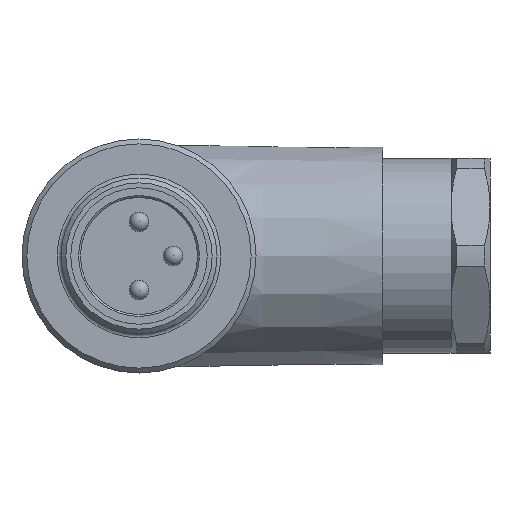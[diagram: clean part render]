
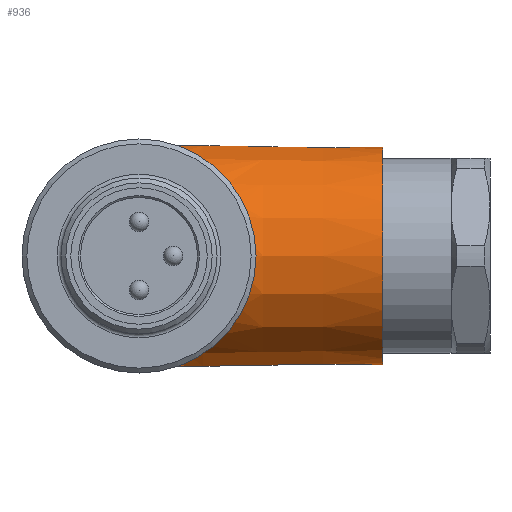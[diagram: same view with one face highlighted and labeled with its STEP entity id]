
A CAD part, front view. The second image highlights one B-rep face of the part: STEP entity #936.
In plain terms, the highlighted conical face has half-angle 1 degrees and reference radius 5.691 mm.
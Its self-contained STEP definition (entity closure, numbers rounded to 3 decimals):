
#78=B_SPLINE_CURVE_WITH_KNOTS($,3,(#1539,#1540,#1541,#1542,#1543,#1544,
#1545,#1546,#1547,#1548,#1549,#1550,#1551,#1552,#1553,#1554,#1555,#1556,
#1557,#1558,#1559,#1560,#1561,#1562,#1563,#1564,#1565,#1566,#1567,#1568,
#1569,#1570,#1571,#1572,#1573,#1574,#1575,#1576,#1577,#1578,#1579,#1580,
#1581,#1582,#1583,#1584),.UNSPECIFIED.,.F.,.F.,(4,2,2,2,2,2,2,2,2,2,2,2,
2,2,2,2,2,2,2,2,2,2,4),(-3.456,-3.338,-3.219,
-2.983,-2.644,-2.474,-2.389,
-2.347,-2.325,-2.315,-2.309,
-2.304,-2.299,-2.293,-2.283,
-2.262,-2.219,-2.134,-1.965,
-1.625,-1.389,-1.27,-1.152),
 .UNSPECIFIED.);
#79=B_SPLINE_CURVE_WITH_KNOTS($,3,(#1585,#1586,#1587,#1588,#1589,#1590,
#1591,#1592,#1593,#1594,#1595,#1596,#1597,#1598,#1599,#1600,#1601,#1602,
#1603,#1604,#1605,#1606,#1607,#1608,#1609,#1610,#1611,#1612,#1613,#1614,
#1615,#1616,#1617,#1618,#1619,#1620,#1621,#1622,#1623,#1624,#1625,#1626,
#1627,#1628,#1629,#1630,#1631),.UNSPECIFIED.,.F.,.F.,(4,2,2,2,2,2,2,2,2,
2,2,3,2,2,2,2,2,2,2,2,2,2,4),(-1.152,-1.034,-0.917,
-0.681,-0.341,-0.17,-0.085,
-0.043,-0.021,-0.011,-0.005,
0.,0.005,0.011,0.021,
0.042,0.085,0.17,0.339,
0.679,0.915,1.034,1.152),
 .UNSPECIFIED.);
#90=CONICAL_SURFACE($,#1067,5.691,1.);
#165=FACE_BOUND($,#311,.T.);
#210=FACE_OUTER_BOUND($,#310,.T.);
#310=EDGE_LOOP($,(#713));
#311=EDGE_LOOP($,(#714,#715));
#415=CIRCLE($,#1068,5.582);
#470=VERTEX_POINT($,#1537);
#471=VERTEX_POINT($,#1538);
#488=VERTEX_POINT($,#1677);
#559=EDGE_CURVE($,#470,#471,#78,.T.);
#560=EDGE_CURVE($,#471,#470,#79,.T.);
#579=EDGE_CURVE($,#488,#488,#415,.T.);
#713=ORIENTED_EDGE($,*,*,#579,.F.);
#714=ORIENTED_EDGE($,*,*,#559,.F.);
#715=ORIENTED_EDGE($,*,*,#560,.F.);
#936=ADVANCED_FACE($,(#210,#165),#90,.T.);
#1067=AXIS2_PLACEMENT_3D($,#1676,#1293,#1294);
#1068=AXIS2_PLACEMENT_3D($,#1678,#1295,#1296);
#1293=DIRECTION('center_axis',(-1.,0.,0.));
#1294=DIRECTION('ref_axis',(0.,1.,0.));
#1295=DIRECTION('center_axis',(1.,0.,0.));
#1296=DIRECTION('ref_axis',(0.,1.,0.));
#1537=CARTESIAN_POINT('',(5.8,19.699,0.));
#1538=CARTESIAN_POINT('',(5.8,8.301,0.));
#1539=CARTESIAN_POINT('Ctrl Pts',(5.8,19.699,0.));
#1540=CARTESIAN_POINT('Ctrl Pts',(5.8,19.699,-0.394));
#1541=CARTESIAN_POINT('Ctrl Pts',(5.759,19.658,-0.792));
#1542=CARTESIAN_POINT('Ctrl Pts',(5.599,19.497,-1.565));
#1543=CARTESIAN_POINT('Ctrl Pts',(5.479,19.378,-1.941));
#1544=CARTESIAN_POINT('Ctrl Pts',(5.026,18.924,-2.994));
#1545=CARTESIAN_POINT('Ctrl Pts',(4.593,18.491,-3.6));
#1546=CARTESIAN_POINT('Ctrl Pts',(3.492,17.39,-4.723));
#1547=CARTESIAN_POINT('Ctrl Pts',(2.716,16.614,-5.18));
#1548=CARTESIAN_POINT('Ctrl Pts',(1.657,15.553,-5.571));
#1549=CARTESIAN_POINT('Ctrl Pts',(1.303,15.198,-5.66));
#1550=CARTESIAN_POINT('Ctrl Pts',(0.838,14.731,-5.741));
#1551=CARTESIAN_POINT('Ctrl Pts',(0.688,14.579,-5.761));
#1552=CARTESIAN_POINT('Ctrl Pts',(0.484,14.37,-5.78));
#1553=CARTESIAN_POINT('Ctrl Pts',(0.419,14.302,-5.785));
#1554=CARTESIAN_POINT('Ctrl Pts',(0.327,14.202,-5.791));
#1555=CARTESIAN_POINT('Ctrl Pts',(0.298,14.17,-5.792));
#1556=CARTESIAN_POINT('Ctrl Pts',(0.255,14.117,-5.794));
#1557=CARTESIAN_POINT('Ctrl Pts',(0.242,14.099,-5.795));
#1558=CARTESIAN_POINT('Ctrl Pts',(0.223,14.068,-5.796));
#1559=CARTESIAN_POINT('Ctrl Pts',(0.217,14.057,-5.796));
#1560=CARTESIAN_POINT('Ctrl Pts',(0.207,14.032,-5.796));
#1561=CARTESIAN_POINT('Ctrl Pts',(0.202,14.018,-5.796));
#1562=CARTESIAN_POINT('Ctrl Pts',(0.202,13.982,-5.796));
#1563=CARTESIAN_POINT('Ctrl Pts',(0.207,13.968,-5.796));
#1564=CARTESIAN_POINT('Ctrl Pts',(0.217,13.943,-5.796));
#1565=CARTESIAN_POINT('Ctrl Pts',(0.223,13.932,-5.796));
#1566=CARTESIAN_POINT('Ctrl Pts',(0.242,13.901,-5.795));
#1567=CARTESIAN_POINT('Ctrl Pts',(0.255,13.883,-5.794));
#1568=CARTESIAN_POINT('Ctrl Pts',(0.298,13.83,-5.792));
#1569=CARTESIAN_POINT('Ctrl Pts',(0.327,13.798,-5.791));
#1570=CARTESIAN_POINT('Ctrl Pts',(0.419,13.698,-5.785));
#1571=CARTESIAN_POINT('Ctrl Pts',(0.484,13.63,-5.78));
#1572=CARTESIAN_POINT('Ctrl Pts',(0.688,13.421,-5.761));
#1573=CARTESIAN_POINT('Ctrl Pts',(0.838,13.269,-5.741));
#1574=CARTESIAN_POINT('Ctrl Pts',(1.303,12.802,-5.66));
#1575=CARTESIAN_POINT('Ctrl Pts',(1.657,12.447,-5.571));
#1576=CARTESIAN_POINT('Ctrl Pts',(2.716,11.386,-5.18));
#1577=CARTESIAN_POINT('Ctrl Pts',(3.492,10.61,-4.723));
#1578=CARTESIAN_POINT('Ctrl Pts',(4.593,9.509,-3.6));
#1579=CARTESIAN_POINT('Ctrl Pts',(5.026,9.076,-2.994));
#1580=CARTESIAN_POINT('Ctrl Pts',(5.479,8.622,-1.941));
#1581=CARTESIAN_POINT('Ctrl Pts',(5.599,8.503,-1.565));
#1582=CARTESIAN_POINT('Ctrl Pts',(5.759,8.342,-0.792));
#1583=CARTESIAN_POINT('Ctrl Pts',(5.8,8.301,-0.394));
#1584=CARTESIAN_POINT('Ctrl Pts',(5.8,8.301,0.));
#1585=CARTESIAN_POINT('Ctrl Pts',(5.8,8.301,0.));
#1586=CARTESIAN_POINT('Ctrl Pts',(5.8,8.301,0.393));
#1587=CARTESIAN_POINT('Ctrl Pts',(5.76,8.342,0.789));
#1588=CARTESIAN_POINT('Ctrl Pts',(5.6,8.501,1.56));
#1589=CARTESIAN_POINT('Ctrl Pts',(5.481,8.62,1.934));
#1590=CARTESIAN_POINT('Ctrl Pts',(5.031,9.07,2.985));
#1591=CARTESIAN_POINT('Ctrl Pts',(4.601,9.5,3.589));
#1592=CARTESIAN_POINT('Ctrl Pts',(3.502,10.6,4.716));
#1593=CARTESIAN_POINT('Ctrl Pts',(2.724,11.379,5.176));
#1594=CARTESIAN_POINT('Ctrl Pts',(1.661,12.443,5.57));
#1595=CARTESIAN_POINT('Ctrl Pts',(1.307,12.798,5.66));
#1596=CARTESIAN_POINT('Ctrl Pts',(0.841,13.267,5.741));
#1597=CARTESIAN_POINT('Ctrl Pts',(0.69,13.419,5.76));
#1598=CARTESIAN_POINT('Ctrl Pts',(0.485,13.629,5.78));
#1599=CARTESIAN_POINT('Ctrl Pts',(0.42,13.697,5.785));
#1600=CARTESIAN_POINT('Ctrl Pts',(0.327,13.797,5.791));
#1601=CARTESIAN_POINT('Ctrl Pts',(0.298,13.83,5.792));
#1602=CARTESIAN_POINT('Ctrl Pts',(0.255,13.883,5.794));
#1603=CARTESIAN_POINT('Ctrl Pts',(0.242,13.901,5.795));
#1604=CARTESIAN_POINT('Ctrl Pts',(0.223,13.932,5.796));
#1605=CARTESIAN_POINT('Ctrl Pts',(0.217,13.943,5.796));
#1606=CARTESIAN_POINT('Ctrl Pts',(0.207,13.968,5.796));
#1607=CARTESIAN_POINT('Ctrl Pts',(0.202,13.982,5.796));
#1608=CARTESIAN_POINT('Ctrl Pts',(0.202,14.,5.796));
#1609=CARTESIAN_POINT('Ctrl Pts',(0.202,14.018,5.796));
#1610=CARTESIAN_POINT('Ctrl Pts',(0.207,14.032,5.796));
#1611=CARTESIAN_POINT('Ctrl Pts',(0.217,14.057,5.796));
#1612=CARTESIAN_POINT('Ctrl Pts',(0.223,14.068,5.796));
#1613=CARTESIAN_POINT('Ctrl Pts',(0.242,14.099,5.795));
#1614=CARTESIAN_POINT('Ctrl Pts',(0.255,14.117,5.794));
#1615=CARTESIAN_POINT('Ctrl Pts',(0.298,14.17,5.792));
#1616=CARTESIAN_POINT('Ctrl Pts',(0.327,14.202,5.791));
#1617=CARTESIAN_POINT('Ctrl Pts',(0.419,14.302,5.785));
#1618=CARTESIAN_POINT('Ctrl Pts',(0.484,14.37,5.78));
#1619=CARTESIAN_POINT('Ctrl Pts',(0.688,14.579,5.761));
#1620=CARTESIAN_POINT('Ctrl Pts',(0.838,14.731,5.741));
#1621=CARTESIAN_POINT('Ctrl Pts',(1.303,15.198,5.66));
#1622=CARTESIAN_POINT('Ctrl Pts',(1.657,15.553,5.571));
#1623=CARTESIAN_POINT('Ctrl Pts',(2.716,16.614,5.18));
#1624=CARTESIAN_POINT('Ctrl Pts',(3.492,17.39,4.723));
#1625=CARTESIAN_POINT('Ctrl Pts',(4.593,18.491,3.6));
#1626=CARTESIAN_POINT('Ctrl Pts',(5.026,18.924,2.994));
#1627=CARTESIAN_POINT('Ctrl Pts',(5.479,19.378,1.941));
#1628=CARTESIAN_POINT('Ctrl Pts',(5.599,19.497,1.565));
#1629=CARTESIAN_POINT('Ctrl Pts',(5.759,19.658,0.792));
#1630=CARTESIAN_POINT('Ctrl Pts',(5.8,19.699,0.394));
#1631=CARTESIAN_POINT('Ctrl Pts',(5.8,19.699,0.));
#1676=CARTESIAN_POINT('Origin',(6.25,14.,0.));
#1677=CARTESIAN_POINT('',(12.5,8.418,0.));
#1678=CARTESIAN_POINT('Origin',(12.5,14.,0.));
